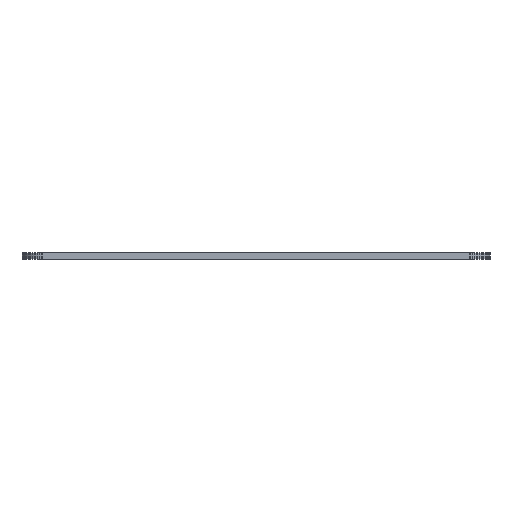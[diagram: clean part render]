
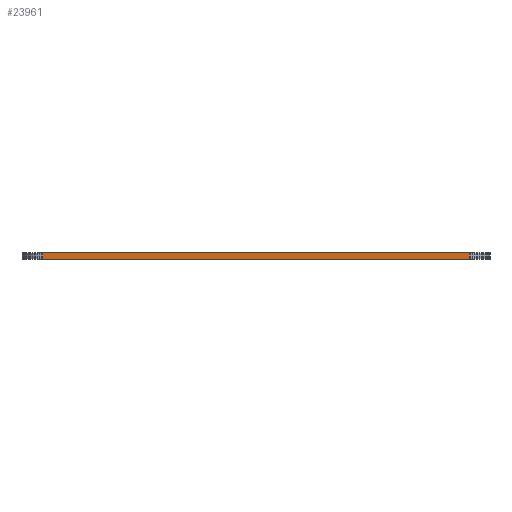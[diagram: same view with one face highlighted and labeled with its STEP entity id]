
A CAD part, front view. The second image highlights one B-rep face of the part: STEP entity #23961.
In plain terms, the highlighted planar face has unit normal (0, -1, 0).
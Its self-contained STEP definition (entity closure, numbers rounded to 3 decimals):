
#90 = PLANE('',#91);
#91 = AXIS2_PLACEMENT_3D('',#92,#93,#94);
#92 = CARTESIAN_POINT('',(139.7,-101.6,1.6));
#93 = DIRECTION('',(-0.,-0.,-1.));
#94 = DIRECTION('',(-1.,0.,0.));
#144 = PLANE('',#145);
#145 = AXIS2_PLACEMENT_3D('',#146,#147,#148);
#146 = CARTESIAN_POINT('',(139.7,-101.6,0.));
#147 = DIRECTION('',(-0.,-0.,-1.));
#148 = DIRECTION('',(-1.,0.,0.));
#1233 = VERTEX_POINT('',#1234);
#1234 = CARTESIAN_POINT('',(190.58,-137.16,0.));
#1248 = PLANE('',#1249);
#1249 = AXIS2_PLACEMENT_3D('',#1250,#1251,#1252);
#1250 = CARTESIAN_POINT('',(191.016,-137.141,0.));
#1251 = DIRECTION('',(0.044,-0.999,0.));
#1252 = DIRECTION('',(-0.999,-0.044,0.));
#1260 = EDGE_CURVE('',#1233,#1261,#1263,.T.);
#1261 = VERTEX_POINT('',#1262);
#1262 = CARTESIAN_POINT('',(88.82,-137.16,0.));
#1263 = SURFACE_CURVE('',#1264,(#1268,#1275),.PCURVE_S1.);
#1264 = LINE('',#1265,#1266);
#1265 = CARTESIAN_POINT('',(190.58,-137.16,0.));
#1266 = VECTOR('',#1267,1.);
#1267 = DIRECTION('',(-1.,0.,0.));
#1268 = PCURVE('',#144,#1269);
#1269 = DEFINITIONAL_REPRESENTATION('',(#1270),#1274);
#1270 = LINE('',#1271,#1272);
#1271 = CARTESIAN_POINT('',(-50.88,-35.56));
#1272 = VECTOR('',#1273,1.);
#1273 = DIRECTION('',(1.,0.));
#1274 = ( GEOMETRIC_REPRESENTATION_CONTEXT(2) 
PARAMETRIC_REPRESENTATION_CONTEXT() REPRESENTATION_CONTEXT('2D SPACE',''
  ) );
#1275 = PCURVE('',#1276,#1281);
#1276 = PLANE('',#1277);
#1277 = AXIS2_PLACEMENT_3D('',#1278,#1279,#1280);
#1278 = CARTESIAN_POINT('',(190.58,-137.16,0.));
#1279 = DIRECTION('',(0.,-1.,0.));
#1280 = DIRECTION('',(-1.,0.,0.));
#1281 = DEFINITIONAL_REPRESENTATION('',(#1282),#1286);
#1282 = LINE('',#1283,#1284);
#1283 = CARTESIAN_POINT('',(0.,-0.));
#1284 = VECTOR('',#1285,1.);
#1285 = DIRECTION('',(1.,0.));
#1286 = ( GEOMETRIC_REPRESENTATION_CONTEXT(2) 
PARAMETRIC_REPRESENTATION_CONTEXT() REPRESENTATION_CONTEXT('2D SPACE',''
  ) );
#1304 = PLANE('',#1305);
#1305 = AXIS2_PLACEMENT_3D('',#1306,#1307,#1308);
#1306 = CARTESIAN_POINT('',(88.82,-137.16,0.));
#1307 = DIRECTION('',(-0.044,-0.999,0.));
#1308 = DIRECTION('',(-0.999,0.044,0.));
#12841 = VERTEX_POINT('',#12842);
#12842 = CARTESIAN_POINT('',(190.58,-137.16,1.6));
#12863 = EDGE_CURVE('',#12841,#12864,#12866,.T.);
#12864 = VERTEX_POINT('',#12865);
#12865 = CARTESIAN_POINT('',(88.82,-137.16,1.6));
#12866 = SURFACE_CURVE('',#12867,(#12871,#12878),.PCURVE_S1.);
#12867 = LINE('',#12868,#12869);
#12868 = CARTESIAN_POINT('',(190.58,-137.16,1.6));
#12869 = VECTOR('',#12870,1.);
#12870 = DIRECTION('',(-1.,0.,0.));
#12871 = PCURVE('',#90,#12872);
#12872 = DEFINITIONAL_REPRESENTATION('',(#12873),#12877);
#12873 = LINE('',#12874,#12875);
#12874 = CARTESIAN_POINT('',(-50.88,-35.56));
#12875 = VECTOR('',#12876,1.);
#12876 = DIRECTION('',(1.,0.));
#12877 = ( GEOMETRIC_REPRESENTATION_CONTEXT(2) 
PARAMETRIC_REPRESENTATION_CONTEXT() REPRESENTATION_CONTEXT('2D SPACE',''
  ) );
#12878 = PCURVE('',#1276,#12879);
#12879 = DEFINITIONAL_REPRESENTATION('',(#12880),#12884);
#12880 = LINE('',#12881,#12882);
#12881 = CARTESIAN_POINT('',(0.,-1.6));
#12882 = VECTOR('',#12883,1.);
#12883 = DIRECTION('',(1.,0.));
#12884 = ( GEOMETRIC_REPRESENTATION_CONTEXT(2) 
PARAMETRIC_REPRESENTATION_CONTEXT() REPRESENTATION_CONTEXT('2D SPACE',''
  ) );
#23913 = EDGE_CURVE('',#1233,#12841,#23914,.T.);
#23914 = SURFACE_CURVE('',#23915,(#23919,#23926),.PCURVE_S1.);
#23915 = LINE('',#23916,#23917);
#23916 = CARTESIAN_POINT('',(190.58,-137.16,0.));
#23917 = VECTOR('',#23918,1.);
#23918 = DIRECTION('',(0.,0.,1.));
#23919 = PCURVE('',#1248,#23920);
#23920 = DEFINITIONAL_REPRESENTATION('',(#23921),#23925);
#23921 = LINE('',#23922,#23923);
#23922 = CARTESIAN_POINT('',(0.436,0.));
#23923 = VECTOR('',#23924,1.);
#23924 = DIRECTION('',(0.,-1.));
#23925 = ( GEOMETRIC_REPRESENTATION_CONTEXT(2) 
PARAMETRIC_REPRESENTATION_CONTEXT() REPRESENTATION_CONTEXT('2D SPACE',''
  ) );
#23926 = PCURVE('',#1276,#23927);
#23927 = DEFINITIONAL_REPRESENTATION('',(#23928),#23932);
#23928 = LINE('',#23929,#23930);
#23929 = CARTESIAN_POINT('',(0.,-0.));
#23930 = VECTOR('',#23931,1.);
#23931 = DIRECTION('',(0.,-1.));
#23932 = ( GEOMETRIC_REPRESENTATION_CONTEXT(2) 
PARAMETRIC_REPRESENTATION_CONTEXT() REPRESENTATION_CONTEXT('2D SPACE',''
  ) );
#23961 = ADVANCED_FACE('',(#23962),#1276,.T.);
#23962 = FACE_BOUND('',#23963,.T.);
#23963 = EDGE_LOOP('',(#23964,#23965,#23966,#23987));
#23964 = ORIENTED_EDGE('',*,*,#23913,.T.);
#23965 = ORIENTED_EDGE('',*,*,#12863,.T.);
#23966 = ORIENTED_EDGE('',*,*,#23967,.F.);
#23967 = EDGE_CURVE('',#1261,#12864,#23968,.T.);
#23968 = SURFACE_CURVE('',#23969,(#23973,#23980),.PCURVE_S1.);
#23969 = LINE('',#23970,#23971);
#23970 = CARTESIAN_POINT('',(88.82,-137.16,0.));
#23971 = VECTOR('',#23972,1.);
#23972 = DIRECTION('',(0.,0.,1.));
#23973 = PCURVE('',#1276,#23974);
#23974 = DEFINITIONAL_REPRESENTATION('',(#23975),#23979);
#23975 = LINE('',#23976,#23977);
#23976 = CARTESIAN_POINT('',(101.76,0.));
#23977 = VECTOR('',#23978,1.);
#23978 = DIRECTION('',(0.,-1.));
#23979 = ( GEOMETRIC_REPRESENTATION_CONTEXT(2) 
PARAMETRIC_REPRESENTATION_CONTEXT() REPRESENTATION_CONTEXT('2D SPACE',''
  ) );
#23980 = PCURVE('',#1304,#23981);
#23981 = DEFINITIONAL_REPRESENTATION('',(#23982),#23986);
#23982 = LINE('',#23983,#23984);
#23983 = CARTESIAN_POINT('',(0.,0.));
#23984 = VECTOR('',#23985,1.);
#23985 = DIRECTION('',(0.,-1.));
#23986 = ( GEOMETRIC_REPRESENTATION_CONTEXT(2) 
PARAMETRIC_REPRESENTATION_CONTEXT() REPRESENTATION_CONTEXT('2D SPACE',''
  ) );
#23987 = ORIENTED_EDGE('',*,*,#1260,.F.);
